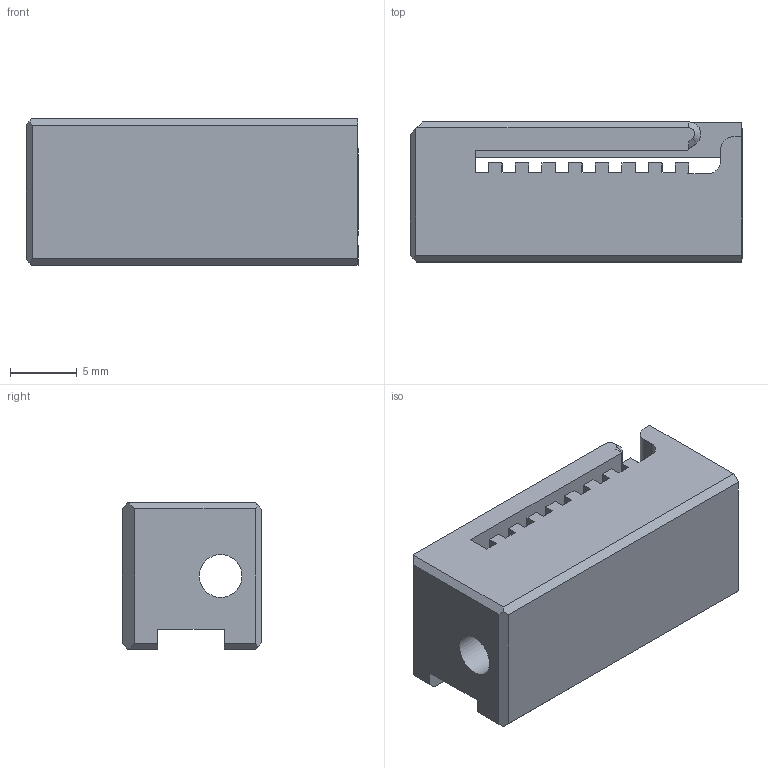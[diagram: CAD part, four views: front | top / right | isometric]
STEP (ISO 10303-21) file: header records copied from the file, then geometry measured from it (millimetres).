
FILE_DESCRIPTION(/* description */ ('','CAx-IF Rec.Pracs.---Representation and Presentation of Product Manufacturing Information (PMI)---4.0---2014-10-13'),/* implementation_level */ '2;1');
FILE_NAME(/* name */ 'Belt Tension Clips v2.step',/* time_stamp */ '2025-01-14T19:26:28+02:00',/* author */ (''),/* organization */ (''),/* preprocessor_version */ 'ST-DEVELOPER v20',/* originating_system */ 'Autodesk Translation Framework v13.20.0.188',/* authorisation */ '');
FILE_SCHEMA (('AP242_MANAGED_MODEL_BASED_3D_ENGINEERING_MIM_LF { 1 0 10303 442 1 1 4 }'));
Length unit declared in the file: millimetre
Products named in the file (1): Belt Tension Clips
Bounding box: 24.9 x 10.5 x 11 mm (x, y, z)
Volume: 2121.9 mm3; surface area: 2018.5 mm2
Topology: 1 solids, 1 shells, 73 faces, 214 edges, 142 vertices
Faces by surface type: plane 68, cylinder 4, cone 1
Full cylindrical faces by diameter (mm): 3.2 x1
Entity records: 2429 total; most frequent: CARTESIAN_POINT 430, ORIENTED_EDGE 428, DIRECTION 371, EDGE_CURVE 214, LINE 205, VECTOR 205, VERTEX_POINT 142, AXIS2_PLACEMENT_3D 83
